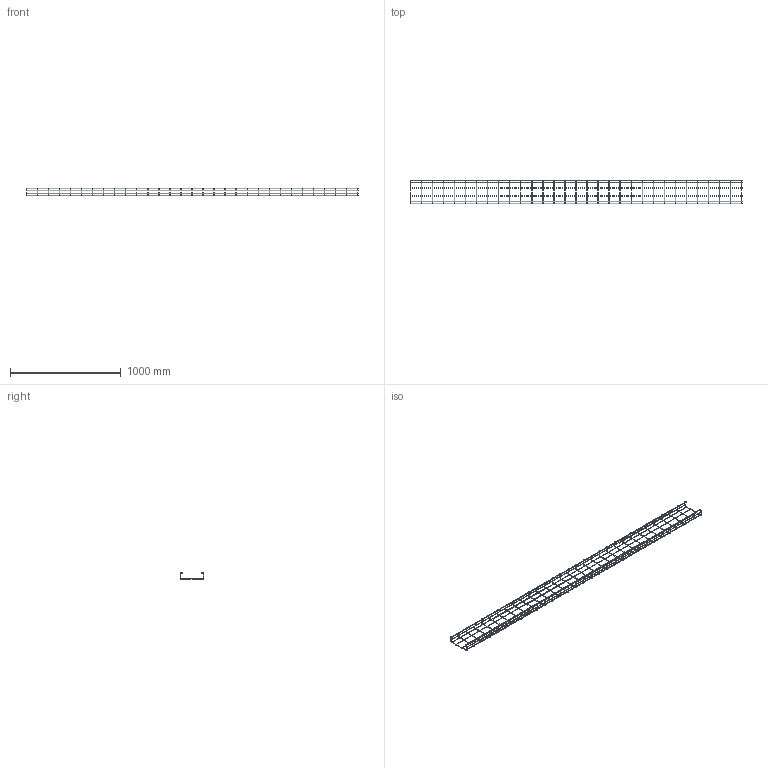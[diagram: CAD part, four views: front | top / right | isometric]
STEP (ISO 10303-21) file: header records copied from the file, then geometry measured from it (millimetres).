
FILE_DESCRIPTION(/* description */ (''),/* implementation_level */ '2;1');
FILE_NAME(/* name */ '004098.stp',/* time_stamp */ '2024-01-03T10:48:30+01:00',/* author */ ('bonnaudn'),/* organization */ (''),/* preprocessor_version */ 'ST-DEVELOPER v19.2',/* originating_system */ 'AutoCAD Mechanical',/* authorisation */ '');
FILE_SCHEMA (('AUTOMOTIVE_DESIGN { 1 0 10303 214 3 1 1 }'));
Length unit declared in the file: millimetre
Products named in the file (3): Product; *U1; *U0
Assembly tree (32 placements, depth 3):
  Product
    *U1
      *U0  x31
Bounding box: 3004.4 x 215.6 x 65.6 mm (x, y, z)
Volume: 613999.6 mm3; surface area: 559428.3 mm2
Topology: 41 solids, 41 shells, 371 faces, 867 edges, 578 vertices
Faces by surface type: cylinder 165, torus 124, plane 82
Full cylindrical faces by diameter (mm): 4.4 x165
Entity records: 1195 total; most frequent: DIRECTION 251, CARTESIAN_POINT 171, AXIS2_PLACEMENT_3D 118, ORIENTED_EDGE 114, EDGE_CURVE 57, CIRCLE 42, FACE_OUTER_BOUND 41, EDGE_LOOP 41
